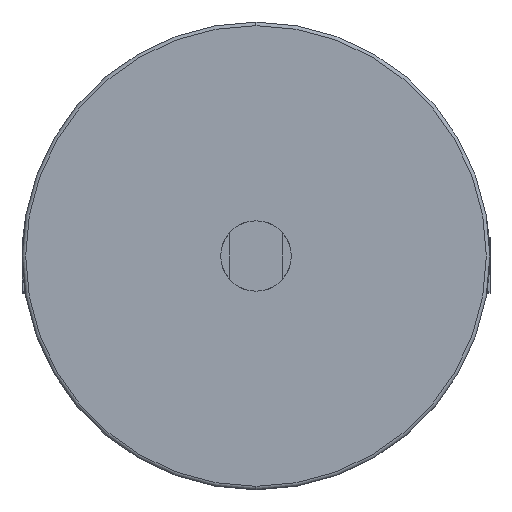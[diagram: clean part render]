
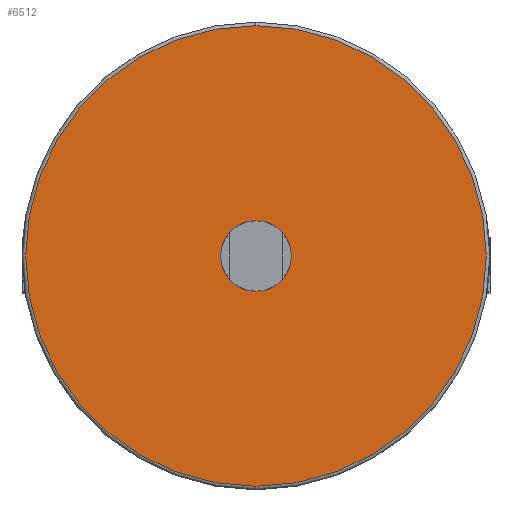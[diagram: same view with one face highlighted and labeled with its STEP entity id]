
A CAD part, left-side view. The second image highlights one B-rep face of the part: STEP entity #6512.
In plain terms, the highlighted planar face has unit normal (-1, 0, 0).
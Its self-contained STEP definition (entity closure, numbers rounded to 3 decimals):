
#1143 = EDGE_LOOP ( 'NONE', ( #5343, #9957 ) ) ;
#1994 = VERTEX_POINT ( 'NONE', #11877 ) ;
#2023 = DIRECTION ( 'NONE',  ( -1., 0., 0. ) ) ;
#2856 = VERTEX_POINT ( 'NONE', #14964 ) ;
#3007 = ORIENTED_EDGE ( 'NONE', *, *, #5324, .T. ) ;
#3118 = AXIS2_PLACEMENT_3D ( 'NONE', #13446, #14728, #7737 ) ;
#3444 = ORIENTED_EDGE ( 'NONE', *, *, #10874, .T. ) ;
#3631 = CIRCLE ( 'NONE', #5971, 10. ) ;
#5076 = CARTESIAN_POINT ( 'NONE',  ( -100., 0., 0. ) ) ;
#5324 = EDGE_CURVE ( 'NONE', #2856, #1994, #5501, .T. ) ;
#5343 = ORIENTED_EDGE ( 'NONE', *, *, #13436, .F. ) ;
#5383 = PLANE ( 'NONE',  #3118 ) ;
#5501 = CIRCLE ( 'NONE', #11765, 65.5 ) ;
#5971 = AXIS2_PLACEMENT_3D ( 'NONE', #6393, #14553, #7571 ) ;
#6085 = CARTESIAN_POINT ( 'NONE',  ( -100., 0., 0. ) ) ;
#6261 = DIRECTION ( 'NONE',  ( 0., 0., 1. ) ) ;
#6393 = CARTESIAN_POINT ( 'NONE',  ( -100., 0., 0. ) ) ;
#6401 = EDGE_CURVE ( 'NONE', #11532, #8392, #7122, .T. ) ;
#6512 = ADVANCED_FACE ( 'NONE', ( #11131, #14235 ), #5383, .T. ) ;
#7122 = CIRCLE ( 'NONE', #10418, 10. ) ;
#7249 = DIRECTION ( 'NONE',  ( 0., 0., 1. ) ) ;
#7571 = DIRECTION ( 'NONE',  ( 0., 0., 1. ) ) ;
#7737 = DIRECTION ( 'NONE',  ( 0., 0., 1. ) ) ;
#8392 = VERTEX_POINT ( 'NONE', #8902 ) ;
#8902 = CARTESIAN_POINT ( 'NONE',  ( -100., 0., -10. ) ) ;
#9016 = CARTESIAN_POINT ( 'NONE',  ( -100., 0., 0. ) ) ;
#9531 = CIRCLE ( 'NONE', #10634, 65.5 ) ;
#9957 = ORIENTED_EDGE ( 'NONE', *, *, #6401, .F. ) ;
#10164 = DIRECTION ( 'NONE',  ( 0., 0., 1. ) ) ;
#10418 = AXIS2_PLACEMENT_3D ( 'NONE', #5076, #13249, #6261 ) ;
#10634 = AXIS2_PLACEMENT_3D ( 'NONE', #6085, #14239, #7249 ) ;
#10874 = EDGE_CURVE ( 'NONE', #1994, #2856, #9531, .T. ) ;
#11131 = FACE_OUTER_BOUND ( 'NONE', #13452, .T. ) ;
#11532 = VERTEX_POINT ( 'NONE', #12597 ) ;
#11765 = AXIS2_PLACEMENT_3D ( 'NONE', #9016, #2023, #10164 ) ;
#11877 = CARTESIAN_POINT ( 'NONE',  ( -100., 0., -65.5 ) ) ;
#12597 = CARTESIAN_POINT ( 'NONE',  ( -100., 0., 10. ) ) ;
#13249 = DIRECTION ( 'NONE',  ( -1., 0., 0. ) ) ;
#13436 = EDGE_CURVE ( 'NONE', #8392, #11532, #3631, .T. ) ;
#13446 = CARTESIAN_POINT ( 'NONE',  ( -100., 66.5, 0. ) ) ;
#13452 = EDGE_LOOP ( 'NONE', ( #3007, #3444 ) ) ;
#14235 = FACE_BOUND ( 'NONE', #1143, .T. ) ;
#14239 = DIRECTION ( 'NONE',  ( -1., 0., 0. ) ) ;
#14553 = DIRECTION ( 'NONE',  ( -1., 0., 0. ) ) ;
#14728 = DIRECTION ( 'NONE',  ( -1., 0., 0. ) ) ;
#14964 = CARTESIAN_POINT ( 'NONE',  ( -100., 0., 65.5 ) ) ;
